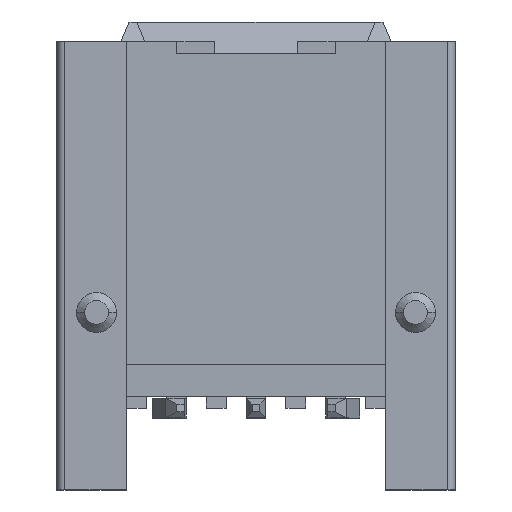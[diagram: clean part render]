
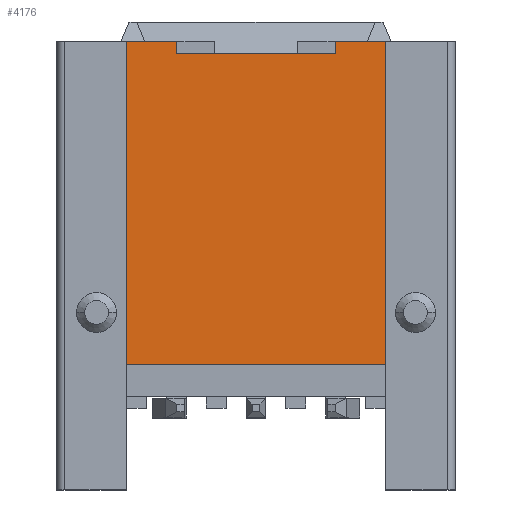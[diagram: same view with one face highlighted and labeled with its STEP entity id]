
A CAD part, top view. The second image highlights one B-rep face of the part: STEP entity #4176.
In plain terms, the highlighted planar face has unit normal (0, 0, 1).
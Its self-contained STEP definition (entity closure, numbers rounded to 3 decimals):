
#93=DIRECTION('',(-1.,0.,0.));
#94=VECTOR('',#93,1.25);
#95=CARTESIAN_POINT('',(-2.,11.25,-0.1));
#96=LINE('',#95,#94);
#110=DIRECTION('',(-1.,0.,0.));
#111=VECTOR('',#110,1.25);
#112=CARTESIAN_POINT('',(3.25,11.25,-0.1));
#113=LINE('',#112,#111);
#782=DIRECTION('',(0.,-1.,0.));
#783=VECTOR('',#782,0.3);
#784=CARTESIAN_POINT('',(-2.,11.25,-0.1));
#785=LINE('',#784,#783);
#786=DIRECTION('',(1.,0.,0.));
#787=VECTOR('',#786,4.);
#788=CARTESIAN_POINT('',(-2.,10.95,-0.1));
#789=LINE('',#788,#787);
#790=DIRECTION('',(0.,-1.,0.));
#791=VECTOR('',#790,0.3);
#792=CARTESIAN_POINT('',(2.,11.25,-0.1));
#793=LINE('',#792,#791);
#794=DIRECTION('',(-1.,0.,0.));
#795=VECTOR('',#794,6.5);
#796=CARTESIAN_POINT('',(3.25,3.15,-0.1));
#797=LINE('',#796,#795);
#850=DIRECTION('',(0.,1.,0.));
#851=VECTOR('',#850,8.1);
#852=CARTESIAN_POINT('',(3.25,3.15,-0.1));
#853=LINE('',#852,#851);
#1146=DIRECTION('',(0.,1.,0.));
#1147=VECTOR('',#1146,8.1);
#1148=CARTESIAN_POINT('',(-3.25,3.15,-0.1));
#1149=LINE('',#1148,#1147);
#2494=CARTESIAN_POINT('',(3.25,3.15,-0.1));
#2496=VERTEX_POINT('',#2494);
#2504=CARTESIAN_POINT('',(-3.25,3.15,-0.1));
#2506=VERTEX_POINT('',#2504);
#2513=CARTESIAN_POINT('',(-3.25,11.25,-0.1));
#2515=VERTEX_POINT('',#2513);
#2517=CARTESIAN_POINT('',(3.25,11.25,-0.1));
#2519=VERTEX_POINT('',#2517);
#2626=CARTESIAN_POINT('',(-2.,11.25,-0.1));
#2628=VERTEX_POINT('',#2626);
#2630=CARTESIAN_POINT('',(2.,11.25,-0.1));
#2632=VERTEX_POINT('',#2630);
#2637=CARTESIAN_POINT('',(-2.,10.95,-0.1));
#2638=VERTEX_POINT('',#2637);
#2639=CARTESIAN_POINT('',(2.,10.95,-0.1));
#2640=VERTEX_POINT('',#2639);
#4156=CARTESIAN_POINT('',(3.25,3.15,-0.1));
#4157=DIRECTION('',(0.,0.,-1.));
#4158=DIRECTION('',(0.,1.,0.));
#4159=AXIS2_PLACEMENT_3D('',#4156,#4157,#4158);
#4160=PLANE('',#4159);
#4162=ORIENTED_EDGE('',*,*,#4161,.T.);
#4164=ORIENTED_EDGE('',*,*,#4163,.T.);
#4165=ORIENTED_EDGE('',*,*,#4148,.F.);
#4166=ORIENTED_EDGE('',*,*,#3253,.F.);
#4168=ORIENTED_EDGE('',*,*,#4167,.F.);
#4170=ORIENTED_EDGE('',*,*,#4169,.T.);
#4172=ORIENTED_EDGE('',*,*,#4171,.T.);
#4173=ORIENTED_EDGE('',*,*,#3233,.F.);
#4174=EDGE_LOOP('',(#4162,#4164,#4165,#4166,#4168,#4170,#4172,#4173));
#4175=FACE_OUTER_BOUND('',#4174,.F.);
#4176=ADVANCED_FACE('',(#4175),#4160,.F.);
#3233=EDGE_CURVE('',#2628,#2515,#96,.T.);
#3253=EDGE_CURVE('',#2519,#2632,#113,.T.);
#4148=EDGE_CURVE('',#2632,#2640,#793,.T.);
#4161=EDGE_CURVE('',#2628,#2638,#785,.T.);
#4163=EDGE_CURVE('',#2638,#2640,#789,.T.);
#4167=EDGE_CURVE('',#2496,#2519,#853,.T.);
#4169=EDGE_CURVE('',#2496,#2506,#797,.T.);
#4171=EDGE_CURVE('',#2506,#2515,#1149,.T.);
